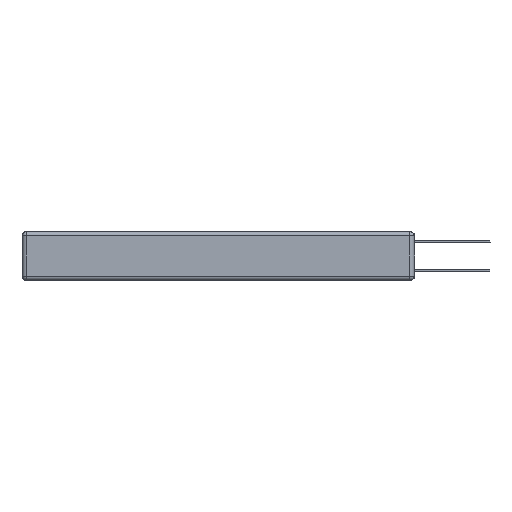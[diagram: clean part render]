
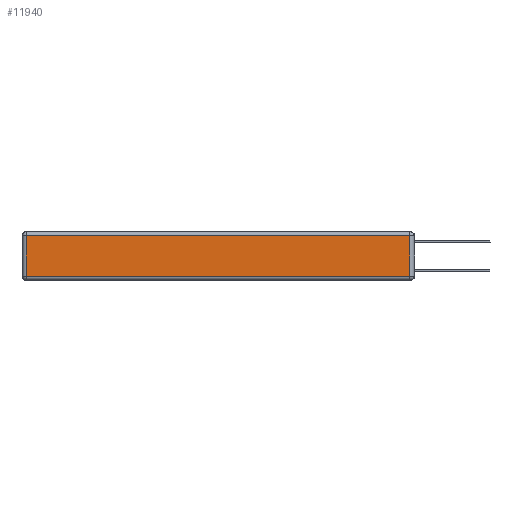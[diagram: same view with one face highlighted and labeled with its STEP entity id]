
A CAD part, left-side view. The second image highlights one B-rep face of the part: STEP entity #11940.
In plain terms, the highlighted planar face has unit normal (-1, 0, 0).
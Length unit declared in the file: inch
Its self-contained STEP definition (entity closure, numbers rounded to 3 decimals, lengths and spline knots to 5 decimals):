
#657 = LINE ( 'NONE', #1940, #14930 ) ;
#1253 = LINE ( 'NONE', #13108, #20418 ) ;
#1732 = DIRECTION ( 'NONE',  ( 0., 1., 0. ) ) ;
#1940 = CARTESIAN_POINT ( 'NONE',  ( 0., 2.72, -0.343 ) ) ;
#1942 = PLANE ( 'NONE',  #3770 ) ;
#2638 = CARTESIAN_POINT ( 'NONE',  ( 0., 2.72, -0.03 ) ) ;
#3253 = EDGE_CURVE ( 'NONE', #16535, #12855, #9437, .T. ) ;
#3770 = AXIS2_PLACEMENT_3D ( 'NONE', #7610, #16909, #23896 ) ;
#4298 = VERTEX_POINT ( 'NONE', #8287 ) ;
#4394 = EDGE_CURVE ( 'NONE', #4298, #16535, #14892, .T. ) ;
#5316 = VERTEX_POINT ( 'NONE', #19724 ) ;
#5548 = DIRECTION ( 'NONE',  ( 0., -1., 0. ) ) ;
#7274 = FACE_OUTER_BOUND ( 'NONE', #21434, .T. ) ;
#7610 = CARTESIAN_POINT ( 'NONE',  ( 0., 0., -0.343 ) ) ;
#8287 = CARTESIAN_POINT ( 'NONE',  ( 0., 0.03, -0.313 ) ) ;
#8568 = CARTESIAN_POINT ( 'NONE',  ( 0., 0.03, -0.03 ) ) ;
#8917 = CARTESIAN_POINT ( 'NONE',  ( 0., 0.03, -0.343 ) ) ;
#9220 = EDGE_CURVE ( 'NONE', #12855, #5316, #657, .T. ) ;
#9437 = LINE ( 'NONE', #20471, #22998 ) ;
#11940 = ADVANCED_FACE ( 'NONE', ( #7274 ), #1942, .T. ) ;
#12855 = VERTEX_POINT ( 'NONE', #2638 ) ;
#13108 = CARTESIAN_POINT ( 'NONE',  ( 0., 0., -0.313 ) ) ;
#13270 = DIRECTION ( 'NONE',  ( 0., 0., -1. ) ) ;
#13395 = ORIENTED_EDGE ( 'NONE', *, *, #3253, .T. ) ;
#13426 = ORIENTED_EDGE ( 'NONE', *, *, #19859, .T. ) ;
#14309 = VECTOR ( 'NONE', #16278, 39.37008 ) ;
#14892 = LINE ( 'NONE', #8917, #14309 ) ;
#14930 = VECTOR ( 'NONE', #13270, 39.37008 ) ;
#16278 = DIRECTION ( 'NONE',  ( 0., 0., 1. ) ) ;
#16535 = VERTEX_POINT ( 'NONE', #8568 ) ;
#16909 = DIRECTION ( 'NONE',  ( -1., 0., 0. ) ) ;
#18125 = ORIENTED_EDGE ( 'NONE', *, *, #9220, .T. ) ;
#19724 = CARTESIAN_POINT ( 'NONE',  ( 0., 2.72, -0.313 ) ) ;
#19859 = EDGE_CURVE ( 'NONE', #5316, #4298, #1253, .T. ) ;
#20418 = VECTOR ( 'NONE', #5548, 39.37008 ) ;
#20471 = CARTESIAN_POINT ( 'NONE',  ( 0., 2.75, -0.03 ) ) ;
#21434 = EDGE_LOOP ( 'NONE', ( #13426, #21817, #13395, #18125 ) ) ;
#21817 = ORIENTED_EDGE ( 'NONE', *, *, #4394, .T. ) ;
#22998 = VECTOR ( 'NONE', #1732, 39.37008 ) ;
#23896 = DIRECTION ( 'NONE',  ( 0., 0., 1. ) ) ;
